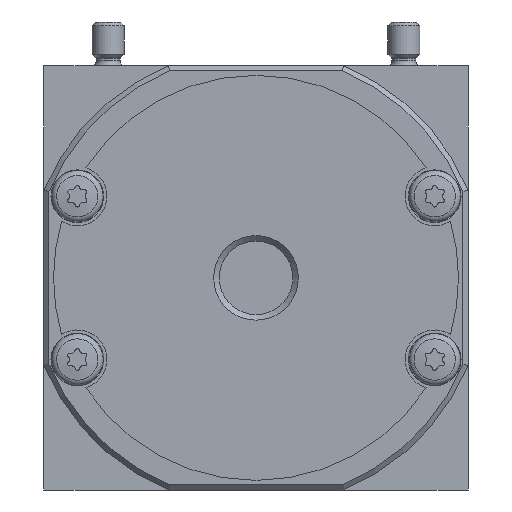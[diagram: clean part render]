
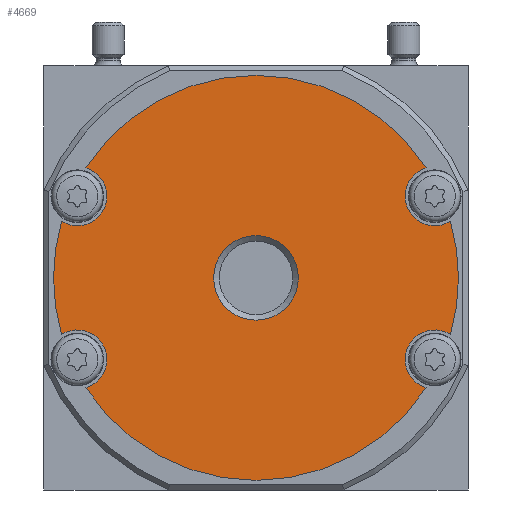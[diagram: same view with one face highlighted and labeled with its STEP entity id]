
A CAD part, front view. The second image highlights one B-rep face of the part: STEP entity #4669.
In plain terms, the highlighted planar face has unit normal (0, -1, 0).
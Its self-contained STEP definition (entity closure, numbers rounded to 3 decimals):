
#605=PLANE('',#5137);
#909=CIRCLE('',#5122,4.6);
#910=CIRCLE('',#5124,31.5);
#911=CIRCLE('',#5126,4.6);
#912=CIRCLE('',#5128,31.5);
#913=CIRCLE('',#5130,4.6);
#914=CIRCLE('',#5132,31.5);
#915=CIRCLE('',#5134,4.6);
#916=CIRCLE('',#5136,31.5);
#917=CIRCLE('',#5138,6.579);
#1614=ORIENTED_EDGE('',*,*,#2717,.F.);
#1615=ORIENTED_EDGE('',*,*,#2702,.T.);
#1616=ORIENTED_EDGE('',*,*,#2705,.F.);
#1617=ORIENTED_EDGE('',*,*,#2707,.T.);
#1618=ORIENTED_EDGE('',*,*,#2709,.F.);
#1619=ORIENTED_EDGE('',*,*,#2711,.T.);
#1620=ORIENTED_EDGE('',*,*,#2713,.F.);
#1621=ORIENTED_EDGE('',*,*,#2715,.T.);
#1622=ORIENTED_EDGE('',*,*,#2716,.F.);
#2702=EDGE_CURVE('',#3283,#3282,#909,.T.);
#2705=EDGE_CURVE('',#3284,#3282,#910,.T.);
#2707=EDGE_CURVE('',#3284,#3285,#911,.T.);
#2709=EDGE_CURVE('',#3286,#3285,#912,.T.);
#2711=EDGE_CURVE('',#3286,#3287,#913,.T.);
#2713=EDGE_CURVE('',#3288,#3287,#914,.T.);
#2715=EDGE_CURVE('',#3288,#3289,#915,.T.);
#2716=EDGE_CURVE('',#3283,#3289,#916,.T.);
#2717=EDGE_CURVE('',#3290,#3290,#917,.T.);
#3282=VERTEX_POINT('',#7880);
#3283=VERTEX_POINT('',#7882);
#3284=VERTEX_POINT('',#7886);
#3285=VERTEX_POINT('',#7890);
#3286=VERTEX_POINT('',#7894);
#3287=VERTEX_POINT('',#7898);
#3288=VERTEX_POINT('',#7902);
#3289=VERTEX_POINT('',#7906);
#3290=VERTEX_POINT('',#7912);
#3805=EDGE_LOOP('',(#1614));
#3806=EDGE_LOOP('',(#1615,#1616,#1617,#1618,#1619,#1620,#1621,#1622));
#4245=FACE_BOUND('',#3805,.T.);
#4246=FACE_BOUND('',#3806,.T.);
#4669=ADVANCED_FACE('',(#4245,#4246),#605,.F.);
#5122=AXIS2_PLACEMENT_3D('',#7881,#6023,#6024);
#5124=AXIS2_PLACEMENT_3D('',#7887,#6029,#6030);
#5126=AXIS2_PLACEMENT_3D('',#7891,#6034,#6035);
#5128=AXIS2_PLACEMENT_3D('',#7895,#6039,#6040);
#5130=AXIS2_PLACEMENT_3D('',#7899,#6044,#6045);
#5132=AXIS2_PLACEMENT_3D('',#7903,#6049,#6050);
#5134=AXIS2_PLACEMENT_3D('',#7907,#6054,#6055);
#5136=AXIS2_PLACEMENT_3D('',#7909,#6058,#6059);
#5137=AXIS2_PLACEMENT_3D('',#7910,#6060,#6061);
#5138=AXIS2_PLACEMENT_3D('',#7911,#6062,#6063);
#6023=DIRECTION('',(0.,1.,0.));
#6024=DIRECTION('',(1.,0.,0.));
#6029=DIRECTION('',(0.,1.,0.));
#6030=DIRECTION('',(1.,0.,0.));
#6034=DIRECTION('',(0.,1.,0.));
#6035=DIRECTION('',(1.,0.,0.));
#6039=DIRECTION('',(0.,1.,0.));
#6040=DIRECTION('',(1.,0.,0.));
#6044=DIRECTION('',(0.,1.,0.));
#6045=DIRECTION('',(1.,0.,0.));
#6049=DIRECTION('',(0.,1.,0.));
#6050=DIRECTION('',(1.,0.,0.));
#6054=DIRECTION('',(0.,1.,0.));
#6055=DIRECTION('',(1.,0.,0.));
#6058=DIRECTION('',(0.,1.,0.));
#6059=DIRECTION('',(1.,0.,0.));
#6060=DIRECTION('',(0.,1.,0.));
#6061=DIRECTION('',(0.,0.,1.));
#6062=DIRECTION('',(0.,-1.,0.));
#6063=DIRECTION('',(0.,0.,-1.));
#7880=CARTESIAN_POINT('',(-26.455,-35.,-17.099));
#7881=CARTESIAN_POINT('',(-27.8,-35.,-12.7));
#7882=CARTESIAN_POINT('',(-30.245,-35.,-8.803));
#7886=CARTESIAN_POINT('',(26.455,-35.,-17.099));
#7887=CARTESIAN_POINT('',(0.,-35.,0.));
#7890=CARTESIAN_POINT('',(30.245,-35.,-8.803));
#7891=CARTESIAN_POINT('',(27.8,-35.,-12.7));
#7894=CARTESIAN_POINT('',(30.245,-35.,8.803));
#7895=CARTESIAN_POINT('',(0.,-35.,0.));
#7898=CARTESIAN_POINT('',(26.455,-35.,17.099));
#7899=CARTESIAN_POINT('',(27.8,-35.,12.7));
#7902=CARTESIAN_POINT('',(-26.455,-35.,17.099));
#7903=CARTESIAN_POINT('',(0.,-35.,0.));
#7906=CARTESIAN_POINT('',(-30.245,-35.,8.803));
#7907=CARTESIAN_POINT('',(-27.8,-35.,12.7));
#7909=CARTESIAN_POINT('',(0.,-35.,0.));
#7910=CARTESIAN_POINT('',(-13.9,-35.,-6.35));
#7911=CARTESIAN_POINT('',(0.,-35.,0.));
#7912=CARTESIAN_POINT('',(0.,-35.,-6.579));
